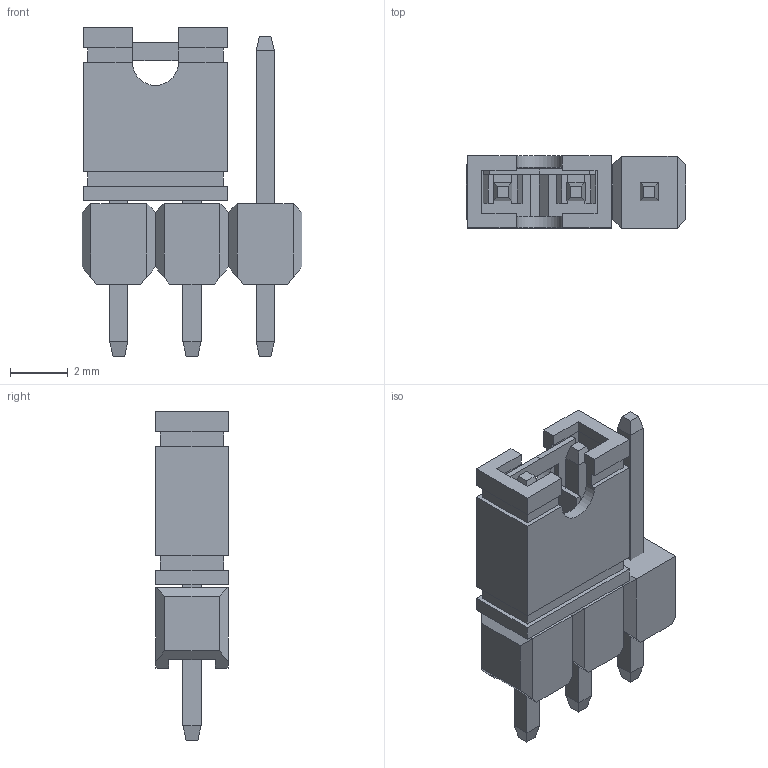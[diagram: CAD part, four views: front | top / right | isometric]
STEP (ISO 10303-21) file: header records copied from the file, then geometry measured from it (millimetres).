
FILE_DESCRIPTION(('FreeCAD Model'),'2;1');
FILE_NAME( 'MJO-60 red 3pins.step', '2020-05-18T10:59:35',('Author'),(''), 'Open CASCADE STEP processor 7.3','FreeCAD','Unknown');
FILE_SCHEMA(('AUTOMOTIVE_DESIGN { 1 0 10303 214 1 1 1 1 }'));
Length unit declared in the file: millimetre
Products named in the file (5): DS1027_2B_MJ_O_MJ_C_Jumpers_0_19; Export_plastic_jumper_body; Export_plastic_body; Export_jumper_metal; Export_pin_metal
Assembly tree (4 placements, depth 2):
  DS1027_2B_MJ_O_MJ_C_Jumpers_0_19
    Export_plastic_jumper_body
    Export_plastic_body
    Export_jumper_metal
    Export_pin_metal
Bounding box: 7.62 x 2.5 x 11.4 mm (x, y, z)
Volume: 93.2 mm3; surface area: 429.3 mm2
Topology: 8 solids, 8 shells, 218 faces, 556 edges, 347 vertices
Faces by surface type: plane 192, bspline 24, cylinder 2
Entity records: 13713 total; most frequent: CARTESIAN_POINT 2370, DIRECTION 2020, LINE 1612, VECTOR 1612, ORIENTED_EDGE 1112, PCURVE 1112, DEFINITIONAL_REPRESENTATION 1112, EDGE_CURVE 556
